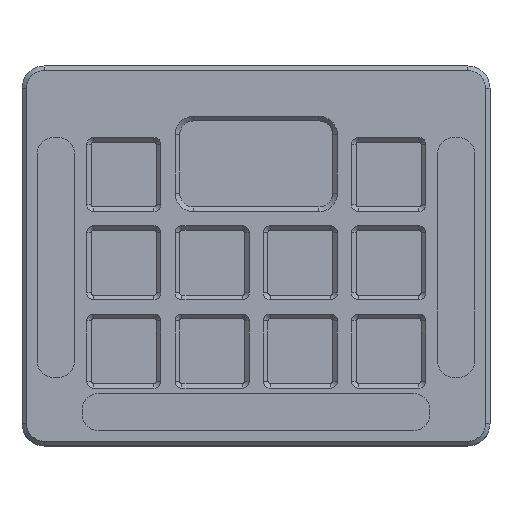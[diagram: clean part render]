
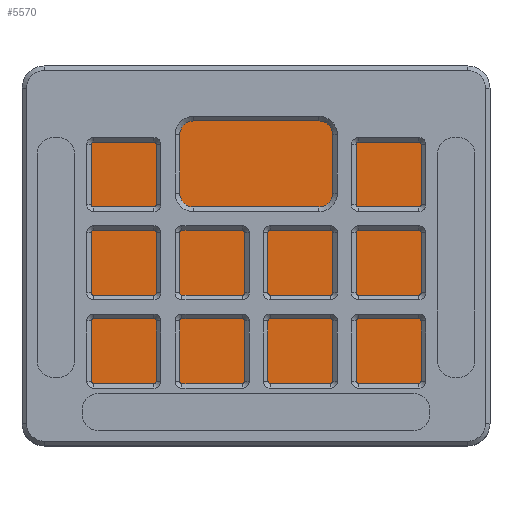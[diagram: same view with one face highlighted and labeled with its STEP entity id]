
A CAD part, top view. The second image highlights one B-rep face of the part: STEP entity #5570.
In plain terms, the highlighted planar face has unit normal (0, 0, 1).
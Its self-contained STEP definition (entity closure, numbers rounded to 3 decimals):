
#560=FACE_OUTER_BOUND('',#912,.T.);
#912=EDGE_LOOP('',(#4015,#4016,#4017,#4018));
#1298=LINE('',#8463,#1861);
#1328=LINE('',#8541,#1891);
#1332=LINE('',#8550,#1895);
#1333=LINE('',#8552,#1896);
#1861=VECTOR('',#6702,10.);
#1891=VECTOR('',#6788,10.);
#1895=VECTOR('',#6800,10.);
#1896=VECTOR('',#6803,10.);
#2430=VERTEX_POINT('',#8459);
#2432=VERTEX_POINT('',#8462);
#2452=VERTEX_POINT('',#8539);
#2453=VERTEX_POINT('',#8548);
#2979=EDGE_CURVE('',#2432,#2430,#1298,.T.);
#3019=EDGE_CURVE('',#2430,#2452,#1328,.T.);
#3023=EDGE_CURVE('',#2452,#2453,#1332,.T.);
#3024=EDGE_CURVE('',#2453,#2432,#1333,.T.);
#4015=ORIENTED_EDGE('',*,*,#3019,.T.);
#4016=ORIENTED_EDGE('',*,*,#3023,.T.);
#4017=ORIENTED_EDGE('',*,*,#3024,.T.);
#4018=ORIENTED_EDGE('',*,*,#2979,.T.);
#5365=PLANE('',#5972);
#5570=ADVANCED_FACE('',(#560),#5365,.T.);
#5972=AXIS2_PLACEMENT_3D('',#8557,#6810,#6811);
#6702=DIRECTION('',(-1.,0.,0.));
#6788=DIRECTION('',(0.,-1.,0.));
#6800=DIRECTION('',(1.,0.,0.));
#6803=DIRECTION('',(0.,1.,0.));
#6810=DIRECTION('center_axis',(0.,0.,1.));
#6811=DIRECTION('ref_axis',(1.,0.,0.));
#8459=CARTESIAN_POINT('',(-40.003,34.5,3.));
#8462=CARTESIAN_POINT('',(40.003,34.5,3.));
#8463=CARTESIAN_POINT('',(-20.001,34.5,3.));
#8539=CARTESIAN_POINT('',(-40.003,-27.035,3.));
#8541=CARTESIAN_POINT('',(-40.003,-13.517,3.));
#8548=CARTESIAN_POINT('',(40.003,-27.035,3.));
#8550=CARTESIAN_POINT('',(20.001,-27.035,3.));
#8552=CARTESIAN_POINT('',(40.003,13.517,3.));
#8557=CARTESIAN_POINT('Origin',(0.,0.,3.));
